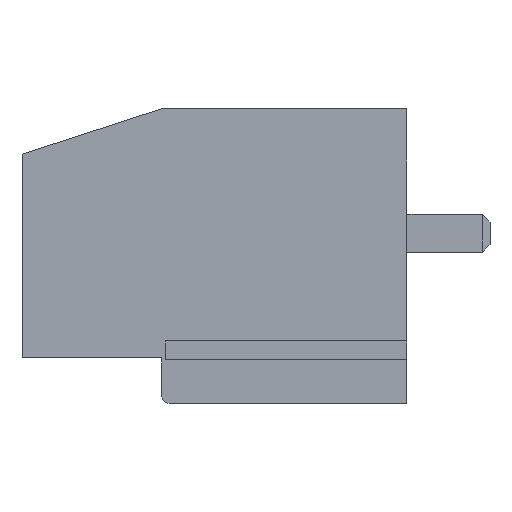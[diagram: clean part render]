
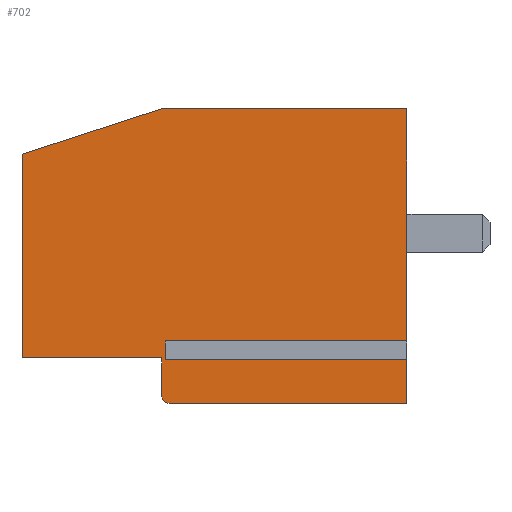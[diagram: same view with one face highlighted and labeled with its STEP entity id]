
A CAD part, left-side view. The second image highlights one B-rep face of the part: STEP entity #702.
In plain terms, the highlighted face is planar.
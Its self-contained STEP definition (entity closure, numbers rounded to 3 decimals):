
#15 = DIRECTION ( 'NONE',  ( 0., 1., 0. ) ) ;
#27 = CARTESIAN_POINT ( 'NONE',  ( -1.25, 5., 0. ) ) ;
#82 = LINE ( 'NONE', #5062, #2478 ) ;
#282 = EDGE_LOOP ( 'NONE', ( #820, #3410, #1005, #4878, #5054, #4584, #3537, #2488, #658, #1180, #5637, #974 ) ) ;
#331 = VECTOR ( 'NONE', #2990, 1000. ) ;
#430 = CARTESIAN_POINT ( 'NONE',  ( -1.25, 5., 6.4 ) ) ;
#467 = CARTESIAN_POINT ( 'NONE',  ( -3.868, 5., 6.4 ) ) ;
#486 = CARTESIAN_POINT ( 'NONE',  ( 0., 5., 0. ) ) ;
#525 = CARTESIAN_POINT ( 'NONE',  ( 0., 5., 0. ) ) ;
#539 = VECTOR ( 'NONE', #3426, 1000. ) ;
#573 = CARTESIAN_POINT ( 'NONE',  ( -6.6, 5., 10.2 ) ) ;
#577 = EDGE_CURVE ( 'NONE', #945, #2571, #1524, .T. ) ;
#658 = ORIENTED_EDGE ( 'NONE', *, *, #577, .T. ) ;
#702 = ADVANCED_FACE ( 'NONE', ( #5435 ), #1671, .T. ) ;
#704 = EDGE_CURVE ( 'NONE', #4995, #3267, #1368, .T. ) ;
#715 = CARTESIAN_POINT ( 'NONE',  ( -1.2, 5., 10.2 ) ) ;
#718 = DIRECTION ( 'NONE',  ( 0., 1., 0. ) ) ;
#820 = ORIENTED_EDGE ( 'NONE', *, *, #1219, .T. ) ;
#839 = LINE ( 'NONE', #486, #5383 ) ;
#842 = CARTESIAN_POINT ( 'NONE',  ( -1.2, 5., 6.5 ) ) ;
#913 = CARTESIAN_POINT ( 'NONE',  ( 0., 5., 6.5 ) ) ;
#945 = VERTEX_POINT ( 'NONE', #842 ) ;
#974 = ORIENTED_EDGE ( 'NONE', *, *, #3109, .F. ) ;
#1005 = ORIENTED_EDGE ( 'NONE', *, *, #2357, .T. ) ;
#1157 = CARTESIAN_POINT ( 'NONE',  ( -6.6, 5., 10.2 ) ) ;
#1180 = ORIENTED_EDGE ( 'NONE', *, *, #4770, .T. ) ;
#1219 = EDGE_CURVE ( 'NONE', #3620, #4995, #2194, .T. ) ;
#1313 = VERTEX_POINT ( 'NONE', #525 ) ;
#1368 = LINE ( 'NONE', #467, #3816 ) ;
#1486 = VERTEX_POINT ( 'NONE', #5610 ) ;
#1524 = LINE ( 'NONE', #3564, #331 ) ;
#1534 = LINE ( 'NONE', #1157, #3833 ) ;
#1603 = DIRECTION ( 'NONE',  ( -1., 0., 0. ) ) ;
#1608 = DIRECTION ( 'NONE',  ( -0.309, 0., -0.951 ) ) ;
#1665 = VECTOR ( 'NONE', #3640, 1000. ) ;
#1671 = PLANE ( 'NONE',  #2618 ) ;
#1767 = VECTOR ( 'NONE', #2832, 1000. ) ;
#1836 = CARTESIAN_POINT ( 'NONE',  ( 0., 5., 6.3 ) ) ;
#2075 = VECTOR ( 'NONE', #2752, 1000. ) ;
#2194 = LINE ( 'NONE', #3194, #4484 ) ;
#2330 = DIRECTION ( 'NONE',  ( 0., 0., -1. ) ) ;
#2357 = EDGE_CURVE ( 'NONE', #3267, #4344, #5545, .T. ) ;
#2364 = CARTESIAN_POINT ( 'NONE',  ( 0., 5., 0. ) ) ;
#2390 = VERTEX_POINT ( 'NONE', #1836 ) ;
#2412 = CARTESIAN_POINT ( 'NONE',  ( -1.55, 5., 6.4 ) ) ;
#2478 = VECTOR ( 'NONE', #2330, 1000. ) ;
#2488 = ORIENTED_EDGE ( 'NONE', *, *, #3324, .F. ) ;
#2571 = VERTEX_POINT ( 'NONE', #5632 ) ;
#2602 = DIRECTION ( 'NONE',  ( -1., 0., 0. ) ) ;
#2618 = AXIS2_PLACEMENT_3D ( 'NONE', #3510, #15, #5314 ) ;
#2684 = VERTEX_POINT ( 'NONE', #715 ) ;
#2752 = DIRECTION ( 'NONE',  ( 0., 0., -1. ) ) ;
#2832 = DIRECTION ( 'NONE',  ( 1., 0., 0. ) ) ;
#2965 = CARTESIAN_POINT ( 'NONE',  ( -1.55, 5., 0. ) ) ;
#2990 = DIRECTION ( 'NONE',  ( 1., 0., 0. ) ) ;
#3030 = EDGE_CURVE ( 'NONE', #1486, #4412, #82, .T. ) ;
#3109 = EDGE_CURVE ( 'NONE', #3620, #1313, #3122, .T. ) ;
#3122 = LINE ( 'NONE', #2364, #1767 ) ;
#3166 = CIRCLE ( 'NONE', #4093, 0.2 ) ;
#3194 = CARTESIAN_POINT ( 'NONE',  ( -1.25, 5., 4.816 ) ) ;
#3267 = VERTEX_POINT ( 'NONE', #2412 ) ;
#3324 = EDGE_CURVE ( 'NONE', #945, #2684, #5368, .T. ) ;
#3410 = ORIENTED_EDGE ( 'NONE', *, *, #704, .T. ) ;
#3426 = DIRECTION ( 'NONE',  ( 0., 0., 1. ) ) ;
#3446 = CARTESIAN_POINT ( 'NONE',  ( -0.2, 5., 6.3 ) ) ;
#3510 = CARTESIAN_POINT ( 'NONE',  ( -3.868, 5., 4.816 ) ) ;
#3533 = EDGE_CURVE ( 'NONE', #1313, #2390, #5295, .T. ) ;
#3537 = ORIENTED_EDGE ( 'NONE', *, *, #4354, .F. ) ;
#3564 = CARTESIAN_POINT ( 'NONE',  ( -3.868, 5., 6.5 ) ) ;
#3601 = LINE ( 'NONE', #4790, #5582 ) ;
#3620 = VERTEX_POINT ( 'NONE', #27 ) ;
#3640 = DIRECTION ( 'NONE',  ( 0., 0., 1. ) ) ;
#3662 = DIRECTION ( 'NONE',  ( 1., 0., 0. ) ) ;
#3816 = VECTOR ( 'NONE', #2602, 1000. ) ;
#3833 = VECTOR ( 'NONE', #1603, 1000. ) ;
#3912 = DIRECTION ( 'NONE',  ( 0., 0., 1. ) ) ;
#4057 = EDGE_CURVE ( 'NONE', #4412, #4344, #839, .T. ) ;
#4093 = AXIS2_PLACEMENT_3D ( 'NONE', #3446, #718, #3912 ) ;
#4111 = DIRECTION ( 'NONE',  ( 0., 0., 1. ) ) ;
#4344 = VERTEX_POINT ( 'NONE', #2965 ) ;
#4354 = EDGE_CURVE ( 'NONE', #2684, #5451, #1534, .T. ) ;
#4412 = VERTEX_POINT ( 'NONE', #5324 ) ;
#4484 = VECTOR ( 'NONE', #4111, 1000. ) ;
#4584 = ORIENTED_EDGE ( 'NONE', *, *, #4764, .F. ) ;
#4764 = EDGE_CURVE ( 'NONE', #5451, #1486, #3601, .T. ) ;
#4770 = EDGE_CURVE ( 'NONE', #2571, #2390, #3166, .T. ) ;
#4790 = CARTESIAN_POINT ( 'NONE',  ( -7.8, 5., 6.5 ) ) ;
#4878 = ORIENTED_EDGE ( 'NONE', *, *, #4057, .F. ) ;
#4995 = VERTEX_POINT ( 'NONE', #430 ) ;
#5054 = ORIENTED_EDGE ( 'NONE', *, *, #3030, .F. ) ;
#5062 = CARTESIAN_POINT ( 'NONE',  ( -7.8, 5., 0. ) ) ;
#5208 = CARTESIAN_POINT ( 'NONE',  ( -1.2, 5., 10.2 ) ) ;
#5295 = LINE ( 'NONE', #913, #1665 ) ;
#5314 = DIRECTION ( 'NONE',  ( 0., 0., 1. ) ) ;
#5324 = CARTESIAN_POINT ( 'NONE',  ( -7.8, 5., 0. ) ) ;
#5368 = LINE ( 'NONE', #5208, #539 ) ;
#5383 = VECTOR ( 'NONE', #3662, 1000. ) ;
#5435 = FACE_OUTER_BOUND ( 'NONE', #282, .T. ) ;
#5451 = VERTEX_POINT ( 'NONE', #573 ) ;
#5470 = CARTESIAN_POINT ( 'NONE',  ( -1.55, 5., 4.816 ) ) ;
#5545 = LINE ( 'NONE', #5470, #2075 ) ;
#5582 = VECTOR ( 'NONE', #1608, 1000. ) ;
#5610 = CARTESIAN_POINT ( 'NONE',  ( -7.8, 5., 6.5 ) ) ;
#5632 = CARTESIAN_POINT ( 'NONE',  ( -0.2, 5., 6.5 ) ) ;
#5637 = ORIENTED_EDGE ( 'NONE', *, *, #3533, .F. ) ;
